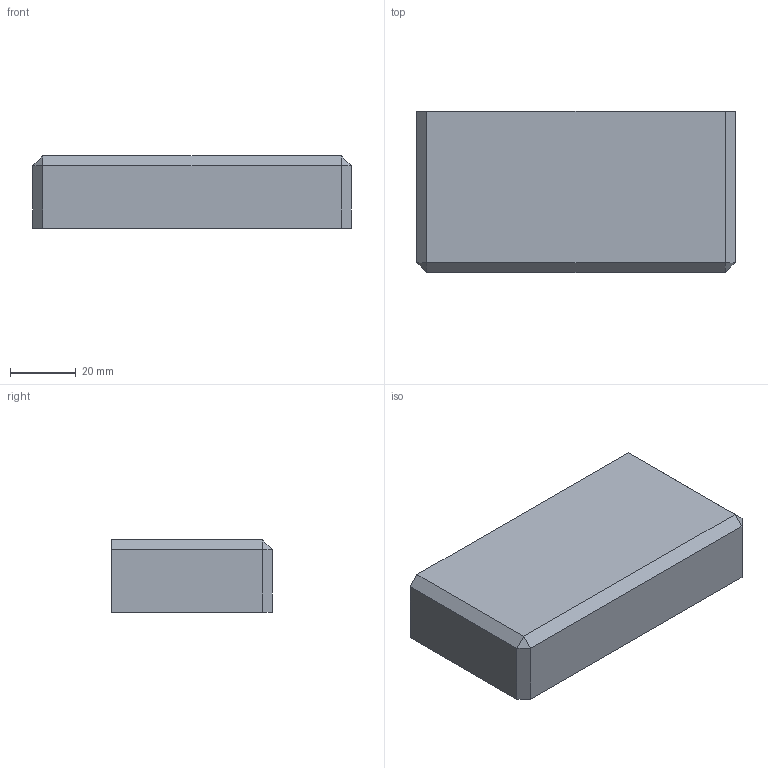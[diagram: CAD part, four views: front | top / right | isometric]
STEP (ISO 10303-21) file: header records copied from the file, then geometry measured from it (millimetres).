
FILE_DESCRIPTION(/* description */ (''),/* implementation_level */ '2;1');
FILE_NAME(/* name */ 'Foot Rest V2.step',/* time_stamp */ '2026-02-13T14:44:08+01:00',/* author */ (''),/* organization */ (''),/* preprocessor_version */ 'ST-DEVELOPER v20.1',/* originating_system */ 'Autodesk Translation Framework v14.24.0.0',/* authorisation */ '');
FILE_SCHEMA (('AUTOMOTIVE_DESIGN { 1 0 10303 214 3 1 1 }'));
Length unit declared in the file: millimetre
Products named in the file (1): Foot Rest V2
Bounding box: 97 x 49 x 22 mm (x, y, z)
Volume: 26150.6 mm3; surface area: 20879 mm2
Topology: 1 solids, 1 shells, 34 faces, 87 edges, 56 vertices
Faces by surface type: plane 28, cylinder 6
Full cylindrical faces by diameter (mm): 5.2 x2
Entity records: 1063 total; most frequent: CARTESIAN_POINT 178, ORIENTED_EDGE 174, DIRECTION 169, EDGE_CURVE 87, LINE 75, VECTOR 75, VERTEX_POINT 56, AXIS2_PLACEMENT_3D 47
